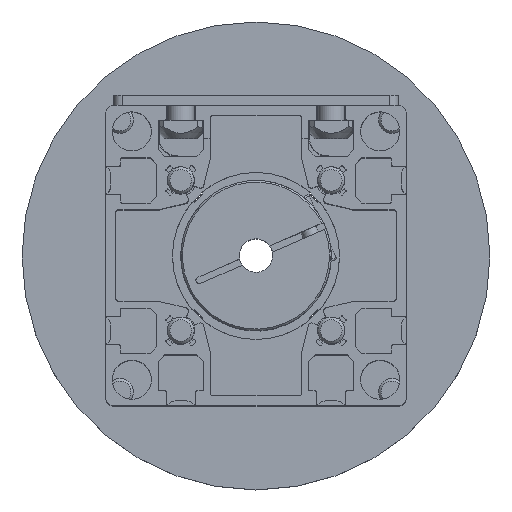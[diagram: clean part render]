
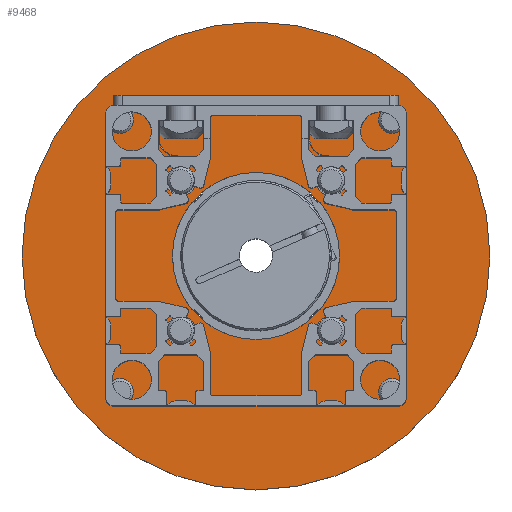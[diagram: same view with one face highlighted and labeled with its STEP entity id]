
A CAD part, top view. The second image highlights one B-rep face of the part: STEP entity #9468.
In plain terms, the highlighted planar face has unit normal (0, 0, 1).
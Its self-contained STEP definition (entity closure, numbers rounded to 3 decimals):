
#506=FACE_BOUND('',#1412,.T.);
#507=FACE_BOUND('',#1413,.T.);
#508=FACE_BOUND('',#1414,.T.);
#509=FACE_BOUND('',#1415,.T.);
#510=FACE_BOUND('',#1416,.T.);
#511=FACE_BOUND('',#1417,.T.);
#512=FACE_BOUND('',#1418,.T.);
#513=FACE_BOUND('',#1419,.T.);
#514=FACE_BOUND('',#1420,.T.);
#581=PLANE('',#10285);
#892=FACE_OUTER_BOUND('',#1411,.T.);
#1411=EDGE_LOOP('',(#6635));
#1412=EDGE_LOOP('',(#6636));
#1413=EDGE_LOOP('',(#6637));
#1414=EDGE_LOOP('',(#6638));
#1415=EDGE_LOOP('',(#6639));
#1416=EDGE_LOOP('',(#6640));
#1417=EDGE_LOOP('',(#6641));
#1418=EDGE_LOOP('',(#6642));
#1419=EDGE_LOOP('',(#6643));
#1420=EDGE_LOOP('',(#6644));
#3766=CIRCLE('',#10223,4.5);
#3773=CIRCLE('',#10233,4.5);
#3780=CIRCLE('',#10243,4.5);
#3787=CIRCLE('',#10253,4.5);
#3797=CIRCLE('',#10268,25.);
#3798=CIRCLE('',#10270,3.324);
#3800=CIRCLE('',#10273,3.324);
#3802=CIRCLE('',#10276,3.324);
#3804=CIRCLE('',#10279,3.324);
#3807=CIRCLE('',#10284,70.);
#4201=VERTEX_POINT('',#14043);
#4209=VERTEX_POINT('',#14065);
#4217=VERTEX_POINT('',#14087);
#4225=VERTEX_POINT('',#14109);
#4231=VERTEX_POINT('',#14133);
#4232=VERTEX_POINT('',#14137);
#4234=VERTEX_POINT('',#14143);
#4236=VERTEX_POINT('',#14149);
#4238=VERTEX_POINT('',#14155);
#4241=VERTEX_POINT('',#14164);
#5126=EDGE_CURVE('',#4201,#4201,#3766,.T.);
#5137=EDGE_CURVE('',#4209,#4209,#3773,.T.);
#5148=EDGE_CURVE('',#4217,#4217,#3780,.T.);
#5159=EDGE_CURVE('',#4225,#4225,#3787,.T.);
#5171=EDGE_CURVE('',#4231,#4231,#3797,.T.);
#5173=EDGE_CURVE('',#4232,#4232,#3798,.T.);
#5176=EDGE_CURVE('',#4234,#4234,#3800,.T.);
#5179=EDGE_CURVE('',#4236,#4236,#3802,.T.);
#5182=EDGE_CURVE('',#4238,#4238,#3804,.T.);
#5186=EDGE_CURVE('',#4241,#4241,#3807,.T.);
#6635=ORIENTED_EDGE('',*,*,#5186,.F.);
#6636=ORIENTED_EDGE('',*,*,#5126,.T.);
#6637=ORIENTED_EDGE('',*,*,#5137,.T.);
#6638=ORIENTED_EDGE('',*,*,#5148,.T.);
#6639=ORIENTED_EDGE('',*,*,#5159,.T.);
#6640=ORIENTED_EDGE('',*,*,#5171,.T.);
#6641=ORIENTED_EDGE('',*,*,#5173,.T.);
#6642=ORIENTED_EDGE('',*,*,#5176,.T.);
#6643=ORIENTED_EDGE('',*,*,#5179,.T.);
#6644=ORIENTED_EDGE('',*,*,#5182,.T.);
#9468=ADVANCED_FACE('',(#892,#506,#507,#508,#509,#510,#511,#512,#513,#514),
#581,.F.);
#10223=AXIS2_PLACEMENT_3D('',#14045,#11208,#11209);
#10233=AXIS2_PLACEMENT_3D('',#14067,#11232,#11233);
#10243=AXIS2_PLACEMENT_3D('',#14089,#11256,#11257);
#10253=AXIS2_PLACEMENT_3D('',#14111,#11280,#11281);
#10268=AXIS2_PLACEMENT_3D('',#14134,#11312,#11313);
#10270=AXIS2_PLACEMENT_3D('',#14138,#11317,#11318);
#10273=AXIS2_PLACEMENT_3D('',#14144,#11324,#11325);
#10276=AXIS2_PLACEMENT_3D('',#14150,#11331,#11332);
#10279=AXIS2_PLACEMENT_3D('',#14156,#11338,#11339);
#10284=AXIS2_PLACEMENT_3D('',#14165,#11349,#11350);
#10285=AXIS2_PLACEMENT_3D('',#14167,#11352,#11353);
#11208=DIRECTION('center_axis',(0.,0.,-1.));
#11209=DIRECTION('ref_axis',(-1.,0.,0.));
#11232=DIRECTION('center_axis',(0.,0.,-1.));
#11233=DIRECTION('ref_axis',(-1.,0.,0.));
#11256=DIRECTION('center_axis',(0.,0.,-1.));
#11257=DIRECTION('ref_axis',(-1.,0.,0.));
#11280=DIRECTION('center_axis',(0.,0.,-1.));
#11281=DIRECTION('ref_axis',(-1.,0.,0.));
#11312=DIRECTION('center_axis',(0.,0.,-1.));
#11313=DIRECTION('ref_axis',(-1.,0.,0.));
#11317=DIRECTION('center_axis',(0.,0.,-1.));
#11318=DIRECTION('ref_axis',(1.,0.,0.));
#11324=DIRECTION('center_axis',(0.,0.,-1.));
#11325=DIRECTION('ref_axis',(1.,0.,0.));
#11331=DIRECTION('center_axis',(0.,0.,-1.));
#11332=DIRECTION('ref_axis',(1.,0.,0.));
#11338=DIRECTION('center_axis',(0.,0.,-1.));
#11339=DIRECTION('ref_axis',(1.,0.,0.));
#11349=DIRECTION('center_axis',(0.,0.,-1.));
#11350=DIRECTION('ref_axis',(-1.,0.,0.));
#11352=DIRECTION('center_axis',(0.,0.,-1.));
#11353=DIRECTION('ref_axis',(-1.,0.,0.));
#14043=CARTESIAN_POINT('',(27.,-22.5,7.5));
#14045=CARTESIAN_POINT('Origin',(22.5,-22.5,7.5));
#14065=CARTESIAN_POINT('',(-18.,-22.5,7.5));
#14067=CARTESIAN_POINT('Origin',(-22.5,-22.5,7.5));
#14087=CARTESIAN_POINT('',(-18.,22.5,7.5));
#14089=CARTESIAN_POINT('Origin',(-22.5,22.5,7.5));
#14109=CARTESIAN_POINT('',(27.,22.5,7.5));
#14111=CARTESIAN_POINT('Origin',(22.5,22.5,7.5));
#14133=CARTESIAN_POINT('',(25.,0.,7.5));
#14134=CARTESIAN_POINT('Origin',(0.,0.,7.5));
#14137=CARTESIAN_POINT('',(-43.982,-40.659,7.5));
#14138=CARTESIAN_POINT('Origin',(-40.659,-40.659,7.5));
#14143=CARTESIAN_POINT('',(37.335,-40.659,7.5));
#14144=CARTESIAN_POINT('Origin',(40.659,-40.659,7.5));
#14149=CARTESIAN_POINT('',(37.335,40.659,7.5));
#14150=CARTESIAN_POINT('Origin',(40.659,40.659,7.5));
#14155=CARTESIAN_POINT('',(-43.982,40.659,7.5));
#14156=CARTESIAN_POINT('Origin',(-40.659,40.659,7.5));
#14164=CARTESIAN_POINT('',(70.,0.,7.5));
#14165=CARTESIAN_POINT('Origin',(0.,0.,7.5));
#14167=CARTESIAN_POINT('Origin',(0.,0.,7.5));
